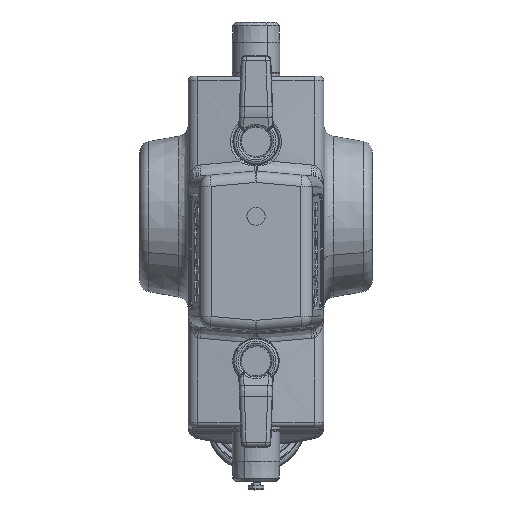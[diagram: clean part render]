
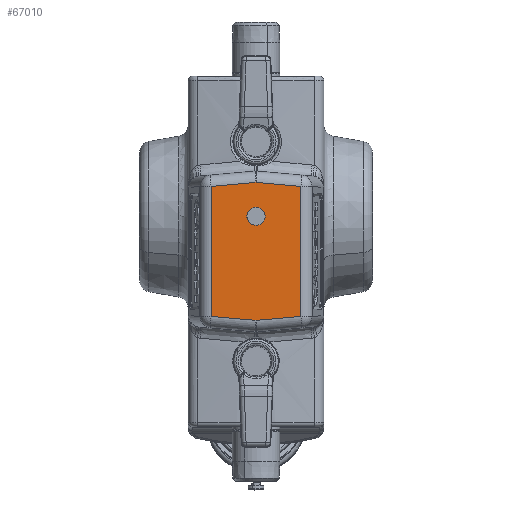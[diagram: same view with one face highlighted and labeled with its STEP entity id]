
A CAD part, top view. The second image highlights one B-rep face of the part: STEP entity #67010.
In plain terms, the highlighted planar face has unit normal (0, 0, 1).
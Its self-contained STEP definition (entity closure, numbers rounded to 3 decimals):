
#61377=CARTESIAN_POINT('Vertex',(-19.862,-10.243,65.7)) ;
#61400=CARTESIAN_POINT('Vertex',(0.,-11.981,65.7)) ;
#61403=CARTESIAN_POINT('Line Origine',(-2.16,-11.792,65.7)) ;
#61572=CARTESIAN_POINT('Vertex',(-19.862,47.243,65.7)) ;
#61595=CARTESIAN_POINT('Vertex',(0.,48.981,65.7)) ;
#61598=CARTESIAN_POINT('Line Origine',(-2.16,48.792,65.7)) ;
#62347=CARTESIAN_POINT('Line Origine',(-19.862,18.5,65.7)) ;
#66523=CARTESIAN_POINT('Axis2P3D Location',(0.,34.,65.7)) ;
#66527=CARTESIAN_POINT('Vertex',(0.,30.,65.7)) ;
#66529=CARTESIAN_POINT('Vertex',(1.918,30.49,65.7)) ;
#66541=CARTESIAN_POINT('Vertex',(-1.918,37.51,65.7)) ;
#66544=CARTESIAN_POINT('Axis2P3D Location',(0.,34.,65.7)) ;
#66579=CARTESIAN_POINT('Axis2P3D Location',(0.,34.,65.7)) ;
#66583=CARTESIAN_POINT('Vertex',(0.,38.,65.7)) ;
#66586=CARTESIAN_POINT('Axis2P3D Location',(0.,34.,65.7)) ;
#66972=CARTESIAN_POINT('Axis2P3D Location',(0.,0.,65.7)) ;
#66977=CARTESIAN_POINT('Line Origine',(9.931,-11.112,65.7)) ;
#66981=CARTESIAN_POINT('Vertex',(19.862,-10.243,65.7)) ;
#66984=CARTESIAN_POINT('Line Origine',(19.862,18.5,65.7)) ;
#66988=CARTESIAN_POINT('Vertex',(19.862,47.243,65.7)) ;
#66991=CARTESIAN_POINT('Line Origine',(9.931,48.112,65.7)) ;
#61404=DIRECTION('Vector Direction',(-0.996,0.087,0.)) ;
#61599=DIRECTION('Vector Direction',(0.996,0.087,0.)) ;
#62348=DIRECTION('Vector Direction',(0.,1.,0.)) ;
#66524=DIRECTION('Axis2P3D Direction',(0.,0.,1.)) ;
#66545=DIRECTION('Axis2P3D Direction',(0.,0.,1.)) ;
#66580=DIRECTION('Axis2P3D Direction',(0.,0.,1.)) ;
#66587=DIRECTION('Axis2P3D Direction',(0.,0.,1.)) ;
#66973=DIRECTION('Axis2P3D Direction',(0.,0.,1.)) ;
#66974=DIRECTION('Axis2P3D XDirection',(-1.,0.,0.)) ;
#66978=DIRECTION('Vector Direction',(0.996,0.087,0.)) ;
#66985=DIRECTION('Vector Direction',(0.,1.,0.)) ;
#66992=DIRECTION('Vector Direction',(0.996,-0.087,0.)) ;
#66525=AXIS2_PLACEMENT_3D('Circle Axis2P3D',#66523,#66524,$) ;
#66546=AXIS2_PLACEMENT_3D('Circle Axis2P3D',#66544,#66545,$) ;
#66581=AXIS2_PLACEMENT_3D('Circle Axis2P3D',#66579,#66580,$) ;
#66588=AXIS2_PLACEMENT_3D('Circle Axis2P3D',#66586,#66587,$) ;
#66975=AXIS2_PLACEMENT_3D('Plane Axis2P3D',#66972,#66973,#66974) ;
#66997=ORIENTED_EDGE('',*,*,#61602,.T.) ;
#66998=ORIENTED_EDGE('',*,*,#62351,.T.) ;
#66999=ORIENTED_EDGE('',*,*,#61407,.T.) ;
#67000=ORIENTED_EDGE('',*,*,#66983,.T.) ;
#67001=ORIENTED_EDGE('',*,*,#66990,.T.) ;
#67002=ORIENTED_EDGE('',*,*,#66995,.T.) ;
#67005=ORIENTED_EDGE('',*,*,#66531,.F.) ;
#67006=ORIENTED_EDGE('',*,*,#66548,.F.) ;
#67007=ORIENTED_EDGE('',*,*,#66590,.F.) ;
#67008=ORIENTED_EDGE('',*,*,#66585,.F.) ;
#67009=FACE_BOUND('',#67004,.T.) ;
#61405=VECTOR('Line Direction',#61404,1.) ;
#61600=VECTOR('Line Direction',#61599,1.) ;
#62349=VECTOR('Line Direction',#62348,1.) ;
#66979=VECTOR('Line Direction',#66978,1.) ;
#66986=VECTOR('Line Direction',#66985,1.) ;
#66993=VECTOR('Line Direction',#66992,1.) ;
#67010=ADVANCED_FACE('PartBody',(#67003,#67009),#66976,.T.) ;
#66526=CIRCLE('generated circle',#66525,4.) ;
#66547=CIRCLE('generated circle',#66546,4.) ;
#66582=CIRCLE('generated circle',#66581,4.) ;
#66589=CIRCLE('generated circle',#66588,4.) ;
#61407=EDGE_CURVE('',#61378,#61401,#61406,.F.) ;
#61602=EDGE_CURVE('',#61596,#61573,#61601,.F.) ;
#62351=EDGE_CURVE('',#61573,#61378,#62350,.F.) ;
#66531=EDGE_CURVE('',#66528,#66530,#66526,.T.) ;
#66548=EDGE_CURVE('',#66542,#66528,#66547,.T.) ;
#66585=EDGE_CURVE('',#66530,#66584,#66582,.T.) ;
#66590=EDGE_CURVE('',#66584,#66542,#66589,.T.) ;
#66983=EDGE_CURVE('',#61401,#66982,#66980,.T.) ;
#66990=EDGE_CURVE('',#66982,#66989,#66987,.T.) ;
#66995=EDGE_CURVE('',#66989,#61596,#66994,.F.) ;
#66996=EDGE_LOOP('',(#66997,#66998,#66999,#67000,#67001,#67002)) ;
#67004=EDGE_LOOP('',(#67005,#67006,#67007,#67008)) ;
#67003=FACE_OUTER_BOUND('',#66996,.T.) ;
#61406=LINE('Line',#61403,#61405) ;
#61601=LINE('Line',#61598,#61600) ;
#62350=LINE('Line',#62347,#62349) ;
#66980=LINE('Line',#66977,#66979) ;
#66987=LINE('Line',#66984,#66986) ;
#66994=LINE('Line',#66991,#66993) ;
#66976=PLANE('',#66975) ;
#61378=VERTEX_POINT('',#61377) ;
#61401=VERTEX_POINT('',#61400) ;
#61573=VERTEX_POINT('',#61572) ;
#61596=VERTEX_POINT('',#61595) ;
#66528=VERTEX_POINT('',#66527) ;
#66530=VERTEX_POINT('',#66529) ;
#66542=VERTEX_POINT('',#66541) ;
#66584=VERTEX_POINT('',#66583) ;
#66982=VERTEX_POINT('',#66981) ;
#66989=VERTEX_POINT('',#66988) ;
